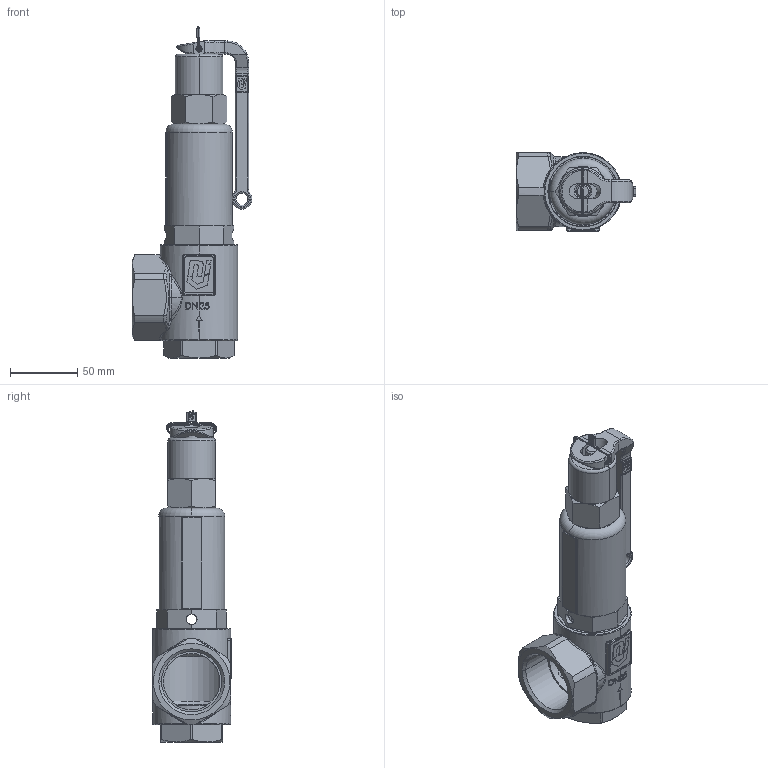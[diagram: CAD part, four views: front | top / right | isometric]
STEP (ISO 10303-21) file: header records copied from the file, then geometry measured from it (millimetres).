
FILE_DESCRIPTION(('HOOPS Exchange Step'),'2;1');
FILE_NAME('SV04-08-06-10-DN25-IG-Hebel.stp','2026-01-23T11:53:39+01:00',('nieru'),('Unknown organisation'),'HOOPS Exchange 2024.2','HOOPS Exchange','Unknown authorisation');
FILE_SCHEMA( ('AP203_CONFIGURATION_CONTROLLED_3D_DESIGN_OF_MECHANICAL_PARTS_AND_ASSEMBLIES_MIM_LF') );
Length unit declared in the file: millimetre
Products named in the file (2): 0; root
Assembly tree (1 placements, depth 2):
  root
    0
Bounding box: 89.5 x 58.5 x 247.62 mm (x, y, z)
Volume: 202232.2 mm3; surface area: 100926.9 mm2
Topology: 9 solids, 9 shells, 824 faces, 2079 edges, 1298 vertices
Faces by surface type: plane 322, cylinder 214, bspline 125, torus 85, cone 72, sphere 6
Entity records: 35560 total; most frequent: CARTESIAN_POINT 16968, ORIENTED_EDGE 4146, DIRECTION 3424, EDGE_CURVE 2073, VERTEX_POINT 1298, AXIS2_PLACEMENT_3D 1258, VECTOR 908, LINE 908
